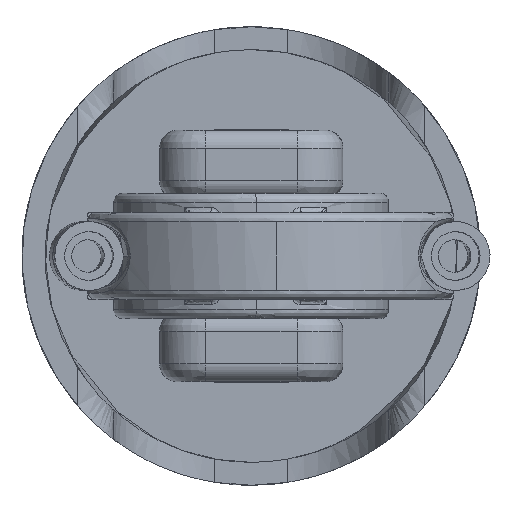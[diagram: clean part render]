
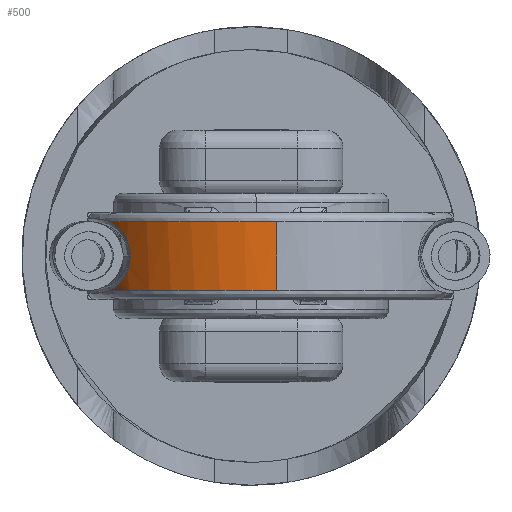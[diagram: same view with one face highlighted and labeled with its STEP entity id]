
A CAD part, front view. The second image highlights one B-rep face of the part: STEP entity #500.
In plain terms, the highlighted free-form (B-spline) face has degree [2, 1] with [3, 2] control points.
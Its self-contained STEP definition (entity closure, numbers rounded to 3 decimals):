
#424 = VERTEX_POINT('',#425);
#425 = CARTESIAN_POINT('',(47.685,46.633,
    -18.692));
#431 = EDGE_CURVE('',#424,#432,#434,.T.);
#432 = VERTEX_POINT('',#433);
#433 = CARTESIAN_POINT('',(47.685,46.633,
    -43.489));
#434 = B_SPLINE_CURVE_WITH_KNOTS('',1,(#435,#436),.UNSPECIFIED.,.F.,.F.,
  (2,2),(2.54,21.59),.PIECEWISE_BEZIER_KNOTS.);
#435 = CARTESIAN_POINT('',(47.685,46.633,
    -18.692));
#436 = CARTESIAN_POINT('',(47.685,46.633,
    -43.489));
#500 = ADVANCED_FACE('',(#501),#564,.T.);
#501 = FACE_BOUND('',#502,.T.);
#502 = EDGE_LOOP('',(#503,#504,#512,#535,#558));
#503 = ORIENTED_EDGE('',*,*,#431,.F.);
#504 = ORIENTED_EDGE('',*,*,#505,.T.);
#505 = EDGE_CURVE('',#424,#506,#508,.T.);
#506 = VERTEX_POINT('',#507);
#507 = CARTESIAN_POINT('',(-12.164,80.148,
    -18.692));
#508 = ( BOUNDED_CURVE() B_SPLINE_CURVE(2,(#509,#510,#511),
.UNSPECIFIED.,.F.,.F.) B_SPLINE_CURVE_WITH_KNOTS((3,3),(3.142,
4.232),.PIECEWISE_BEZIER_KNOTS.) CURVE() 
GEOMETRIC_REPRESENTATION_ITEM() RATIONAL_B_SPLINE_CURVE((1.,
0.855,1.)) REPRESENTATION_ITEM('') );
#509 = CARTESIAN_POINT('',(47.685,46.633,
    -18.692));
#510 = CARTESIAN_POINT('',(7.595,45.236,-18.692
    ));
#511 = CARTESIAN_POINT('',(-12.164,80.148,
    -18.692));
#512 = ORIENTED_EDGE('',*,*,#513,.T.);
#513 = EDGE_CURVE('',#506,#514,#516,.T.);
#514 = VERTEX_POINT('',#515);
#515 = CARTESIAN_POINT('',(-5.19,70.116,
    -31.09));
#516 = B_SPLINE_CURVE_WITH_KNOTS('',3,(#517,#518,#519,#520,#521,#522,
    #523,#524,#525,#526,#527,#528,#529,#530,#531,#532,#533,#534),
  .UNSPECIFIED.,.F.,.F.,(4,2,2,2,2,2,2,2,4),(0.025,
    0.026,0.028,0.03,
    0.032,0.034,0.035,
    0.037,0.039),.UNSPECIFIED.);
#517 = CARTESIAN_POINT('',(-12.164,80.148,
    -18.692));
#518 = CARTESIAN_POINT('',(-11.8,79.504,
    -18.922));
#519 = CARTESIAN_POINT('',(-11.426,78.869,
    -19.179));
#520 = CARTESIAN_POINT('',(-10.673,77.635,
    -19.753));
#521 = CARTESIAN_POINT('',(-10.294,77.039,
    -20.069));
#522 = CARTESIAN_POINT('',(-9.54,75.888,
    -20.769));
#523 = CARTESIAN_POINT('',(-9.163,75.333,
    -21.153));
#524 = CARTESIAN_POINT('',(-8.421,74.273,
    -22.005));
#525 = CARTESIAN_POINT('',(-8.052,73.763,
    -22.478));
#526 = CARTESIAN_POINT('',(-7.356,72.825,
    -23.502));
#527 = CARTESIAN_POINT('',(-7.026,72.394,
    -24.054));
#528 = CARTESIAN_POINT('',(-6.421,71.62,
    -25.258));
#529 = CARTESIAN_POINT('',(-6.145,71.275,
    -25.914));
#530 = CARTESIAN_POINT('',(-5.69,70.715,
    -27.286));
#531 = CARTESIAN_POINT('',(-5.507,70.495,
    -28.007));
#532 = CARTESIAN_POINT('',(-5.255,70.193,
    -29.53));
#533 = CARTESIAN_POINT('',(-5.19,70.116,
    -30.304));
#534 = CARTESIAN_POINT('',(-5.19,70.116,
    -31.09));
#535 = ORIENTED_EDGE('',*,*,#536,.T.);
#536 = EDGE_CURVE('',#514,#537,#539,.T.);
#537 = VERTEX_POINT('',#538);
#538 = CARTESIAN_POINT('',(-12.164,80.148,
    -43.489));
#539 = B_SPLINE_CURVE_WITH_KNOTS('',3,(#540,#541,#542,#543,#544,#545,
    #546,#547,#548,#549,#550,#551,#552,#553,#554,#555,#556,#557),
  .UNSPECIFIED.,.F.,.F.,(4,2,2,2,2,2,2,2,4),(0.,0.002,
    0.004,0.005,0.006,
    0.007,0.009,0.011,
    0.015),.UNSPECIFIED.);
#540 = CARTESIAN_POINT('',(-5.19,70.116,
    -31.09));
#541 = CARTESIAN_POINT('',(-5.19,70.116,
    -31.88));
#542 = CARTESIAN_POINT('',(-5.255,70.194,
    -32.651));
#543 = CARTESIAN_POINT('',(-5.504,70.492,
    -34.159));
#544 = CARTESIAN_POINT('',(-5.692,70.718,-34.904
    ));
#545 = CARTESIAN_POINT('',(-6.151,71.283,
    -36.284));
#546 = CARTESIAN_POINT('',(-6.423,71.622,
    -36.927));
#547 = CARTESIAN_POINT('',(-6.879,72.205,
    -37.833));
#548 = CARTESIAN_POINT('',(-7.04,72.414,
    -38.126));
#549 = CARTESIAN_POINT('',(-7.371,72.849,
    -38.686));
#550 = CARTESIAN_POINT('',(-7.542,73.075,
    -38.954));
#551 = CARTESIAN_POINT('',(-8.066,73.781,
    -39.721));
#552 = CARTESIAN_POINT('',(-8.43,74.285,
    -40.187));
#553 = CARTESIAN_POINT('',(-9.177,75.353,
    -41.043));
#554 = CARTESIAN_POINT('',(-9.561,75.919,
    -41.433));
#555 = CARTESIAN_POINT('',(-10.697,77.654,
    -42.482));
#556 = CARTESIAN_POINT('',(-11.443,78.874,
    -43.034));
#557 = CARTESIAN_POINT('',(-12.164,80.148,
    -43.489));
#558 = ORIENTED_EDGE('',*,*,#559,.T.);
#559 = EDGE_CURVE('',#537,#432,#560,.T.);
#560 = ( BOUNDED_CURVE() B_SPLINE_CURVE(2,(#561,#562,#563),
.UNSPECIFIED.,.F.,.F.) B_SPLINE_CURVE_WITH_KNOTS((3,3),(2.051,
3.142),.PIECEWISE_BEZIER_KNOTS.) CURVE() 
GEOMETRIC_REPRESENTATION_ITEM() RATIONAL_B_SPLINE_CURVE((1.,
0.855,1.)) REPRESENTATION_ITEM('') );
#561 = CARTESIAN_POINT('',(-12.164,80.148,
    -43.489));
#562 = CARTESIAN_POINT('',(7.595,45.236,
    -43.489));
#563 = CARTESIAN_POINT('',(47.685,46.633,
    -43.489));
#564 = ( BOUNDED_SURFACE() B_SPLINE_SURFACE(2,1,(
    (#565,#566)
    ,(#567,#568)
,(#569,#570
    )),.UNSPECIFIED.,.F.,.F.,.F.) B_SPLINE_SURFACE_WITH_KNOTS((3,3),(2,2
    ),(0.,1.091),(2.54,21.59),.PIECEWISE_BEZIER_KNOTS.) 
GEOMETRIC_REPRESENTATION_ITEM() RATIONAL_B_SPLINE_SURFACE((
    (1.,1.)
    ,(0.855,0.855)
,(1.,1.))) REPRESENTATION_ITEM('') SURFACE() );
#565 = CARTESIAN_POINT('',(47.685,46.633,
    -18.692));
#566 = CARTESIAN_POINT('',(47.685,46.633,
    -43.489));
#567 = CARTESIAN_POINT('',(7.595,45.236,-18.692
    ));
#568 = CARTESIAN_POINT('',(7.595,45.236,-43.489
    ));
#569 = CARTESIAN_POINT('',(-12.164,80.148,
    -18.692));
#570 = CARTESIAN_POINT('',(-12.164,80.148,
    -43.489));
